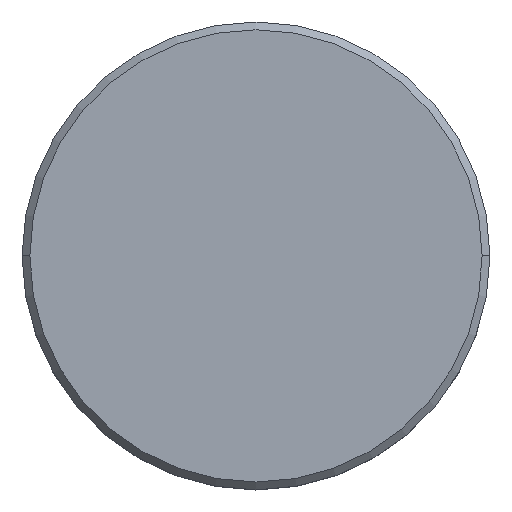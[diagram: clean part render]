
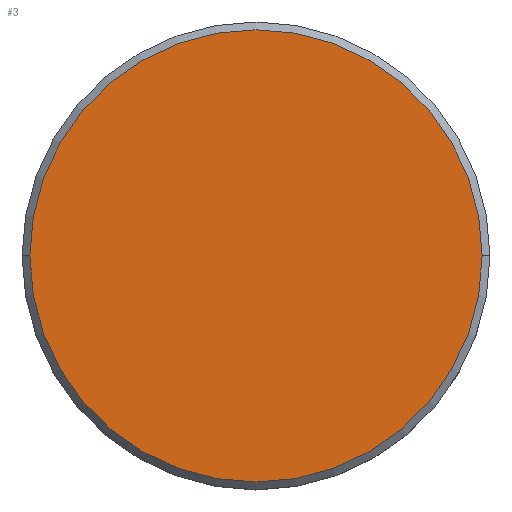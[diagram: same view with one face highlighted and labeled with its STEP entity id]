
A CAD part, top view. The second image highlights one B-rep face of the part: STEP entity #3.
In plain terms, the highlighted planar face has unit normal (0, 0, 1).
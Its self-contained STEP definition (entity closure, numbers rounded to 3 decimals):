
#3 = ADVANCED_FACE ( 'NONE', ( #477 ), #1051, .T. ) ;
#118 = DIRECTION ( 'NONE',  ( 0., 0., 1. ) ) ;
#157 = CIRCLE ( 'NONE', #753, 14.5 ) ;
#235 = DIRECTION ( 'NONE',  ( 0., 0., 1. ) ) ;
#247 = VERTEX_POINT ( 'NONE', #771 ) ;
#302 = CARTESIAN_POINT ( 'NONE',  ( 14.5, 0., 0. ) ) ;
#315 = CARTESIAN_POINT ( 'NONE',  ( 0., 0., 0. ) ) ;
#324 = EDGE_LOOP ( 'NONE', ( #989, #765 ) ) ;
#327 = DIRECTION ( 'NONE',  ( 1., 0., 0. ) ) ;
#379 = CIRCLE ( 'NONE', #733, 14.5 ) ;
#383 = VERTEX_POINT ( 'NONE', #302 ) ;
#410 = AXIS2_PLACEMENT_3D ( 'NONE', #315, #235, #800 ) ;
#476 = DIRECTION ( 'NONE',  ( 0., 0., 1. ) ) ;
#477 = FACE_OUTER_BOUND ( 'NONE', #324, .T. ) ;
#488 = CARTESIAN_POINT ( 'NONE',  ( 0., 0., 0. ) ) ;
#521 = EDGE_CURVE ( 'NONE', #383, #247, #379, .T. ) ;
#585 = CARTESIAN_POINT ( 'NONE',  ( 0., 0., 0. ) ) ;
#636 = EDGE_CURVE ( 'NONE', #247, #383, #157, .T. ) ;
#733 = AXIS2_PLACEMENT_3D ( 'NONE', #488, #476, #327 ) ;
#753 = AXIS2_PLACEMENT_3D ( 'NONE', #585, #118, #832 ) ;
#765 = ORIENTED_EDGE ( 'NONE', *, *, #521, .T. ) ;
#771 = CARTESIAN_POINT ( 'NONE',  ( -14.5, 0., 0. ) ) ;
#800 = DIRECTION ( 'NONE',  ( 1., 0., 0. ) ) ;
#832 = DIRECTION ( 'NONE',  ( 1., 0., 0. ) ) ;
#989 = ORIENTED_EDGE ( 'NONE', *, *, #636, .T. ) ;
#1051 = PLANE ( 'NONE',  #410 ) ;
